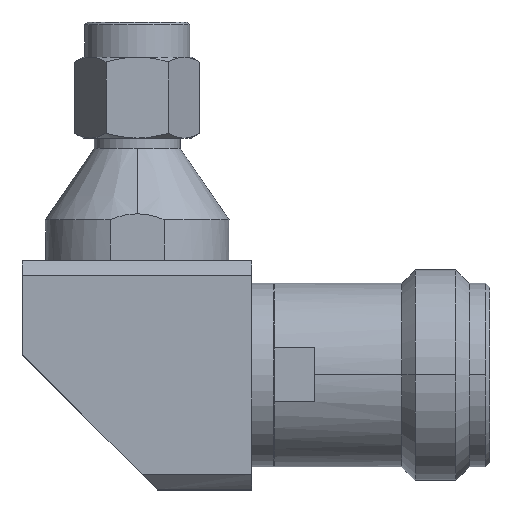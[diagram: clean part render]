
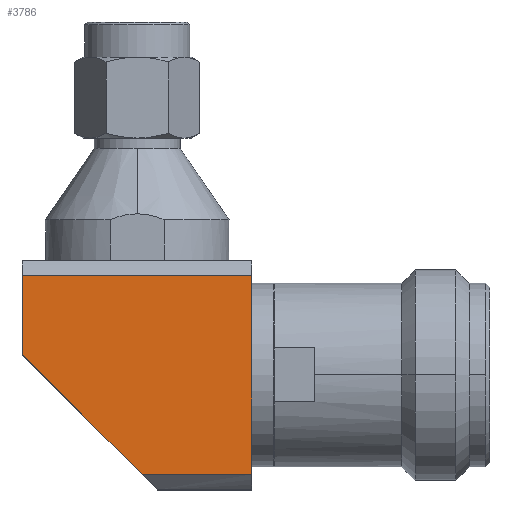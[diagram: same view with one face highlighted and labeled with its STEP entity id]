
A CAD part, top view. The second image highlights one B-rep face of the part: STEP entity #3786.
In plain terms, the highlighted planar face has unit normal (0, 0, 1).
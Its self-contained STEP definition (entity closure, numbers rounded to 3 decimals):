
#36 = EDGE_CURVE ( 'NONE', #2612, #1204, #4164, .T. ) ;
#286 = DIRECTION ( 'NONE',  ( 1., 0., 0. ) ) ;
#466 = VECTOR ( 'NONE', #286, 1000. ) ;
#560 = VERTEX_POINT ( 'NONE', #2044 ) ;
#658 = CARTESIAN_POINT ( 'NONE',  ( -8.5, 7.37, 8.5 ) ) ;
#848 = EDGE_CURVE ( 'NONE', #560, #2612, #1916, .T. ) ;
#863 = ORIENTED_EDGE ( 'NONE', *, *, #3076, .T. ) ;
#864 = DIRECTION ( 'NONE',  ( 0., 1., 0. ) ) ;
#869 = DIRECTION ( 'NONE',  ( 0.707, -0.707, 0. ) ) ;
#1122 = DIRECTION ( 'NONE',  ( 1., 0., 0. ) ) ;
#1204 = VERTEX_POINT ( 'NONE', #1348 ) ;
#1211 = ORIENTED_EDGE ( 'NONE', *, *, #2424, .F. ) ;
#1231 = ORIENTED_EDGE ( 'NONE', *, *, #3916, .T. ) ;
#1256 = CARTESIAN_POINT ( 'NONE',  ( -8.5, 1.5, 8.5 ) ) ;
#1316 = VECTOR ( 'NONE', #869, 1000. ) ;
#1348 = CARTESIAN_POINT ( 'NONE',  ( 8.5, -7.37, 8.5 ) ) ;
#1381 = AXIS2_PLACEMENT_3D ( 'NONE', #2144, #3382, #1122 ) ;
#1388 = VECTOR ( 'NONE', #2845, 1000. ) ;
#1562 = VERTEX_POINT ( 'NONE', #2718 ) ;
#1685 = CARTESIAN_POINT ( 'NONE',  ( -8.5, 1.5, 8.5 ) ) ;
#1916 = LINE ( 'NONE', #658, #466 ) ;
#2044 = CARTESIAN_POINT ( 'NONE',  ( -8.5, 7.37, 8.5 ) ) ;
#2144 = CARTESIAN_POINT ( 'NONE',  ( 0., 0., 8.5 ) ) ;
#2168 = EDGE_LOOP ( 'NONE', ( #1231, #863, #3968, #3361, #1211 ) ) ;
#2181 = CARTESIAN_POINT ( 'NONE',  ( -8.5, 8.5, 8.5 ) ) ;
#2330 = VECTOR ( 'NONE', #864, 1000. ) ;
#2424 = EDGE_CURVE ( 'NONE', #2730, #560, #3124, .T. ) ;
#2536 = CARTESIAN_POINT ( 'NONE',  ( 8.5, 7.37, 8.5 ) ) ;
#2548 = CARTESIAN_POINT ( 'NONE',  ( 0., -7.37, 8.5 ) ) ;
#2558 = LINE ( 'NONE', #1256, #1316 ) ;
#2590 = CARTESIAN_POINT ( 'NONE',  ( 8.5, -8.5, 8.5 ) ) ;
#2612 = VERTEX_POINT ( 'NONE', #2536 ) ;
#2718 = CARTESIAN_POINT ( 'NONE',  ( 0.37, -7.37, 8.5 ) ) ;
#2730 = VERTEX_POINT ( 'NONE', #1685 ) ;
#2845 = DIRECTION ( 'NONE',  ( 1., 0., 0. ) ) ;
#2950 = DIRECTION ( 'NONE',  ( 0., -1., 0. ) ) ;
#3076 = EDGE_CURVE ( 'NONE', #1562, #1204, #3542, .T. ) ;
#3080 = PLANE ( 'NONE',  #1381 ) ;
#3124 = LINE ( 'NONE', #2181, #2330 ) ;
#3361 = ORIENTED_EDGE ( 'NONE', *, *, #848, .F. ) ;
#3382 = DIRECTION ( 'NONE',  ( 0., 0., 1. ) ) ;
#3542 = LINE ( 'NONE', #2548, #1388 ) ;
#3716 = FACE_OUTER_BOUND ( 'NONE', #2168, .T. ) ;
#3786 = ADVANCED_FACE ( 'NONE', ( #3716 ), #3080, .T. ) ;
#3916 = EDGE_CURVE ( 'NONE', #2730, #1562, #2558, .T. ) ;
#3968 = ORIENTED_EDGE ( 'NONE', *, *, #36, .F. ) ;
#4103 = VECTOR ( 'NONE', #2950, 1000. ) ;
#4164 = LINE ( 'NONE', #2590, #4103 ) ;
